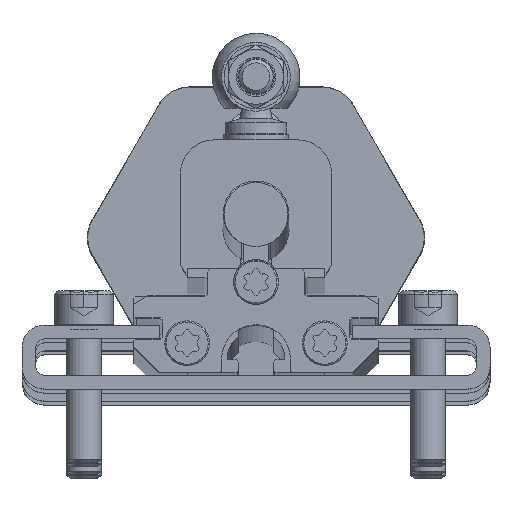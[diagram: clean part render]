
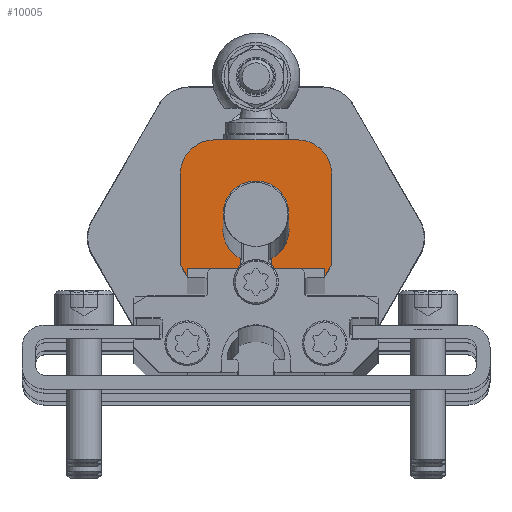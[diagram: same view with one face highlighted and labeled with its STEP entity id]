
A CAD part, top view. The second image highlights one B-rep face of the part: STEP entity #10005.
In plain terms, the highlighted planar face has unit normal (0, 0, 1).
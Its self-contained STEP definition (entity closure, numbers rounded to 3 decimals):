
#625=LINE('',#14934,#1277);
#655=LINE('',#15043,#1307);
#657=LINE('',#15048,#1309);
#661=LINE('',#15056,#1313);
#668=LINE('',#15073,#1320);
#669=LINE('',#15074,#1321);
#670=LINE('',#15076,#1322);
#671=LINE('',#15080,#1323);
#672=LINE('',#15084,#1324);
#673=LINE('',#15086,#1325);
#674=LINE('',#15088,#1326);
#675=LINE('',#15092,#1327);
#676=LINE('',#15094,#1328);
#677=LINE('',#15096,#1329);
#678=LINE('',#15098,#1330);
#679=LINE('',#15103,#1331);
#680=LINE('',#15105,#1332);
#681=LINE('',#15106,#1333);
#682=LINE('',#15110,#1334);
#683=LINE('',#15111,#1335);
#1277=VECTOR('',#12685,1000.);
#1307=VECTOR('',#12745,1000.);
#1309=VECTOR('',#12749,1000.);
#1313=VECTOR('',#12753,1000.);
#1320=VECTOR('',#12764,1000.);
#1321=VECTOR('',#12765,1000.);
#1322=VECTOR('',#12766,1000.);
#1323=VECTOR('',#12769,1000.);
#1324=VECTOR('',#12772,1000.);
#1325=VECTOR('',#12773,1000.);
#1326=VECTOR('',#12774,1000.);
#1327=VECTOR('',#12777,1000.);
#1328=VECTOR('',#12778,1000.);
#1329=VECTOR('',#12779,1000.);
#1330=VECTOR('',#12780,1000.);
#1331=VECTOR('',#12785,1000.);
#1332=VECTOR('',#12786,1000.);
#1333=VECTOR('',#12787,1000.);
#1334=VECTOR('',#12790,1000.);
#1335=VECTOR('',#12791,1000.);
#3223=ORIENTED_EDGE('',*,*,#4595,.F.);
#3224=ORIENTED_EDGE('',*,*,#4596,.F.);
#3225=ORIENTED_EDGE('',*,*,#4582,.T.);
#3226=ORIENTED_EDGE('',*,*,#4597,.T.);
#3227=ORIENTED_EDGE('',*,*,#4598,.T.);
#3228=ORIENTED_EDGE('',*,*,#4599,.T.);
#3229=ORIENTED_EDGE('',*,*,#4600,.T.);
#3230=ORIENTED_EDGE('',*,*,#4601,.F.);
#3231=ORIENTED_EDGE('',*,*,#4602,.T.);
#3232=ORIENTED_EDGE('',*,*,#4603,.T.);
#3233=ORIENTED_EDGE('',*,*,#4604,.T.);
#3234=ORIENTED_EDGE('',*,*,#4605,.T.);
#3235=ORIENTED_EDGE('',*,*,#4606,.T.);
#3236=ORIENTED_EDGE('',*,*,#4607,.T.);
#3237=ORIENTED_EDGE('',*,*,#4608,.T.);
#3238=ORIENTED_EDGE('',*,*,#4609,.T.);
#3239=ORIENTED_EDGE('',*,*,#4610,.T.);
#3240=ORIENTED_EDGE('',*,*,#4540,.T.);
#3241=ORIENTED_EDGE('',*,*,#4611,.T.);
#3242=ORIENTED_EDGE('',*,*,#4612,.T.);
#3243=ORIENTED_EDGE('',*,*,#4613,.T.);
#3244=ORIENTED_EDGE('',*,*,#4588,.T.);
#3245=ORIENTED_EDGE('',*,*,#4614,.T.);
#3246=ORIENTED_EDGE('',*,*,#4615,.T.);
#3247=ORIENTED_EDGE('',*,*,#4616,.T.);
#3248=ORIENTED_EDGE('',*,*,#4584,.T.);
#3249=ORIENTED_EDGE('',*,*,#4617,.F.);
#4540=EDGE_CURVE('',#5360,#5359,#625,.T.);
#4582=EDGE_CURVE('',#5384,#5391,#655,.T.);
#4584=EDGE_CURVE('',#5394,#5392,#657,.T.);
#4588=EDGE_CURVE('',#5398,#5397,#661,.T.);
#4595=EDGE_CURVE('',#5404,#5405,#5861,.T.);
#4596=EDGE_CURVE('',#5384,#5404,#668,.T.);
#4597=EDGE_CURVE('',#5391,#5406,#669,.T.);
#4598=EDGE_CURVE('',#5406,#5407,#670,.T.);
#4599=EDGE_CURVE('',#5407,#5408,#5862,.T.);
#4600=EDGE_CURVE('',#5408,#5409,#671,.T.);
#4601=EDGE_CURVE('',#5410,#5409,#5863,.T.);
#4602=EDGE_CURVE('',#5410,#5411,#672,.T.);
#4603=EDGE_CURVE('',#5411,#5412,#673,.T.);
#4604=EDGE_CURVE('',#5412,#5413,#674,.T.);
#4605=EDGE_CURVE('',#5413,#5414,#5864,.T.);
#4606=EDGE_CURVE('',#5414,#5415,#675,.T.);
#4607=EDGE_CURVE('',#5415,#5416,#676,.T.);
#4608=EDGE_CURVE('',#5416,#5417,#677,.T.);
#4609=EDGE_CURVE('',#5417,#5418,#678,.T.);
#4610=EDGE_CURVE('',#5418,#5360,#5865,.T.);
#4611=EDGE_CURVE('',#5359,#5419,#5866,.T.);
#4612=EDGE_CURVE('',#5419,#5420,#679,.T.);
#4613=EDGE_CURVE('',#5420,#5398,#680,.T.);
#4614=EDGE_CURVE('',#5397,#5421,#681,.T.);
#4615=EDGE_CURVE('',#5421,#5422,#5867,.T.);
#4616=EDGE_CURVE('',#5422,#5394,#682,.T.);
#4617=EDGE_CURVE('',#5405,#5392,#683,.T.);
#5359=VERTEX_POINT('',#14933);
#5360=VERTEX_POINT('',#14935);
#5384=VERTEX_POINT('',#15029);
#5391=VERTEX_POINT('',#15042);
#5392=VERTEX_POINT('',#15046);
#5394=VERTEX_POINT('',#15049);
#5397=VERTEX_POINT('',#15055);
#5398=VERTEX_POINT('',#15057);
#5404=VERTEX_POINT('',#15071);
#5405=VERTEX_POINT('',#15072);
#5406=VERTEX_POINT('',#15075);
#5407=VERTEX_POINT('',#15077);
#5408=VERTEX_POINT('',#15079);
#5409=VERTEX_POINT('',#15081);
#5410=VERTEX_POINT('',#15083);
#5411=VERTEX_POINT('',#15085);
#5412=VERTEX_POINT('',#15087);
#5413=VERTEX_POINT('',#15089);
#5414=VERTEX_POINT('',#15091);
#5415=VERTEX_POINT('',#15093);
#5416=VERTEX_POINT('',#15095);
#5417=VERTEX_POINT('',#15097);
#5418=VERTEX_POINT('',#15099);
#5419=VERTEX_POINT('',#15102);
#5420=VERTEX_POINT('',#15104);
#5421=VERTEX_POINT('',#15107);
#5422=VERTEX_POINT('',#15109);
#5861=CIRCLE('',#10788,4.81);
#5862=CIRCLE('',#10789,0.5);
#5863=CIRCLE('',#10790,0.5);
#5864=CIRCLE('',#10791,0.75);
#5865=CIRCLE('',#10792,5.);
#5866=CIRCLE('',#10793,5.);
#5867=CIRCLE('',#10794,0.75);
#6297=EDGE_LOOP('',(#3223,#3224,#3225,#3226,#3227,#3228,#3229,#3230,#3231,
#3232,#3233,#3234,#3235,#3236,#3237,#3238,#3239,#3240,#3241,#3242,#3243,
#3244,#3245,#3246,#3247,#3248,#3249));
#6812=FACE_BOUND('',#6297,.T.);
#7111=PLANE('',#10787);
#10005=ADVANCED_FACE('',(#6812),#7111,.T.);
#10787=AXIS2_PLACEMENT_3D('',#15069,#12760,#12761);
#10788=AXIS2_PLACEMENT_3D('',#15070,#12762,#12763);
#10789=AXIS2_PLACEMENT_3D('',#15078,#12767,#12768);
#10790=AXIS2_PLACEMENT_3D('',#15082,#12770,#12771);
#10791=AXIS2_PLACEMENT_3D('',#15090,#12775,#12776);
#10792=AXIS2_PLACEMENT_3D('',#15100,#12781,#12782);
#10793=AXIS2_PLACEMENT_3D('',#15101,#12783,#12784);
#10794=AXIS2_PLACEMENT_3D('',#15108,#12788,#12789);
#12685=DIRECTION('',(-1.,0.,0.));
#12745=DIRECTION('',(1.,0.,0.));
#12749=DIRECTION('',(1.,0.,0.));
#12753=DIRECTION('',(1.,0.,0.));
#12760=DIRECTION('',(0.,0.,1.));
#12761=DIRECTION('',(1.,0.,0.));
#12762=DIRECTION('',(0.,0.,1.));
#12763=DIRECTION('',(1.,0.,0.));
#12764=DIRECTION('',(0.,1.,0.));
#12765=DIRECTION('',(0.94,-0.342,0.));
#12766=DIRECTION('',(1.,0.,0.));
#12767=DIRECTION('',(0.,0.,1.));
#12768=DIRECTION('',(1.,0.,0.));
#12769=DIRECTION('',(0.5,0.866,0.));
#12770=DIRECTION('',(0.,0.,1.));
#12771=DIRECTION('',(1.,0.,0.));
#12772=DIRECTION('',(0.707,-0.707,0.));
#12773=DIRECTION('',(1.,0.,0.));
#12774=DIRECTION('',(0.,-1.,0.));
#12775=DIRECTION('',(0.,0.,1.));
#12776=DIRECTION('',(1.,0.,0.));
#12777=DIRECTION('',(0.,1.,0.));
#12778=DIRECTION('',(1.,0.,0.));
#12779=DIRECTION('',(0.5,0.866,0.));
#12780=DIRECTION('',(0.,1.,0.));
#12781=DIRECTION('',(0.,0.,1.));
#12782=DIRECTION('',(1.,0.,0.));
#12783=DIRECTION('',(0.,0.,1.));
#12784=DIRECTION('',(1.,0.,0.));
#12785=DIRECTION('',(0.,-1.,0.));
#12786=DIRECTION('',(0.5,-0.866,0.));
#12787=DIRECTION('',(0.,-1.,0.));
#12788=DIRECTION('',(0.,0.,1.));
#12789=DIRECTION('',(1.,0.,0.));
#12790=DIRECTION('',(0.,1.,0.));
#12791=DIRECTION('',(0.,-1.,0.));
#14933=CARTESIAN_POINT('',(-6.,19.8,20.));
#14934=CARTESIAN_POINT('',(6.,19.8,20.));
#14935=CARTESIAN_POINT('',(6.,19.8,20.));
#15029=CARTESIAN_POINT('',(2.265,0.,20.));
#15042=CARTESIAN_POINT('',(2.806,0.,20.));
#15043=CARTESIAN_POINT('',(-8.2,0.,20.));
#15046=CARTESIAN_POINT('',(-2.265,0.,20.));
#15048=CARTESIAN_POINT('',(-8.2,0.,20.));
#15049=CARTESIAN_POINT('',(-8.2,0.,20.));
#15055=CARTESIAN_POINT('',(-9.7,0.,20.));
#15056=CARTESIAN_POINT('',(-10.019,0.,20.));
#15057=CARTESIAN_POINT('',(-10.019,0.,20.));
#15069=CARTESIAN_POINT('',(-8.95,-0.21,20.));
#15070=CARTESIAN_POINT('',(0.,6.8,20.));
#15071=CARTESIAN_POINT('',(2.265,2.557,20.));
#15072=CARTESIAN_POINT('',(-2.265,2.557,20.));
#15073=CARTESIAN_POINT('',(2.265,0.,20.));
#15074=CARTESIAN_POINT('',(2.806,0.,20.));
#15075=CARTESIAN_POINT('',(4.18,-0.5,20.));
#15076=CARTESIAN_POINT('',(4.18,-0.5,20.));
#15077=CARTESIAN_POINT('',(5.938,-0.5,20.));
#15078=CARTESIAN_POINT('',(5.938,0.,20.));
#15079=CARTESIAN_POINT('',(6.371,-0.25,20.));
#15080=CARTESIAN_POINT('',(6.371,-0.25,20.));
#15081=CARTESIAN_POINT('',(6.637,0.21,20.));
#15082=CARTESIAN_POINT('',(7.07,-0.04,20.));
#15083=CARTESIAN_POINT('',(7.424,0.314,20.));
#15084=CARTESIAN_POINT('',(7.424,0.314,20.));
#15085=CARTESIAN_POINT('',(7.737,0.,20.));
#15086=CARTESIAN_POINT('',(7.737,0.,20.));
#15087=CARTESIAN_POINT('',(8.2,0.,20.));
#15088=CARTESIAN_POINT('',(8.2,0.,20.));
#15089=CARTESIAN_POINT('',(8.2,-0.21,20.));
#15090=CARTESIAN_POINT('',(8.95,-0.21,20.));
#15091=CARTESIAN_POINT('',(9.7,-0.21,20.));
#15092=CARTESIAN_POINT('',(9.7,-0.21,20.));
#15093=CARTESIAN_POINT('',(9.7,0.,20.));
#15094=CARTESIAN_POINT('',(9.7,0.,20.));
#15095=CARTESIAN_POINT('',(10.019,0.,20.));
#15096=CARTESIAN_POINT('',(10.019,0.,20.));
#15097=CARTESIAN_POINT('',(11.,1.7,20.));
#15098=CARTESIAN_POINT('',(11.,1.7,20.));
#15099=CARTESIAN_POINT('',(11.,14.8,20.));
#15100=CARTESIAN_POINT('',(6.,14.8,20.));
#15101=CARTESIAN_POINT('',(-6.,14.8,20.));
#15102=CARTESIAN_POINT('',(-11.,14.8,20.));
#15103=CARTESIAN_POINT('',(-11.,14.8,20.));
#15104=CARTESIAN_POINT('',(-11.,1.7,20.));
#15105=CARTESIAN_POINT('',(-11.,1.7,20.));
#15106=CARTESIAN_POINT('',(-9.7,0.,20.));
#15107=CARTESIAN_POINT('',(-9.7,-0.21,20.));
#15108=CARTESIAN_POINT('',(-8.95,-0.21,20.));
#15109=CARTESIAN_POINT('',(-8.2,-0.21,20.));
#15110=CARTESIAN_POINT('',(-8.2,-0.21,20.));
#15111=CARTESIAN_POINT('',(-2.265,2.557,20.));
